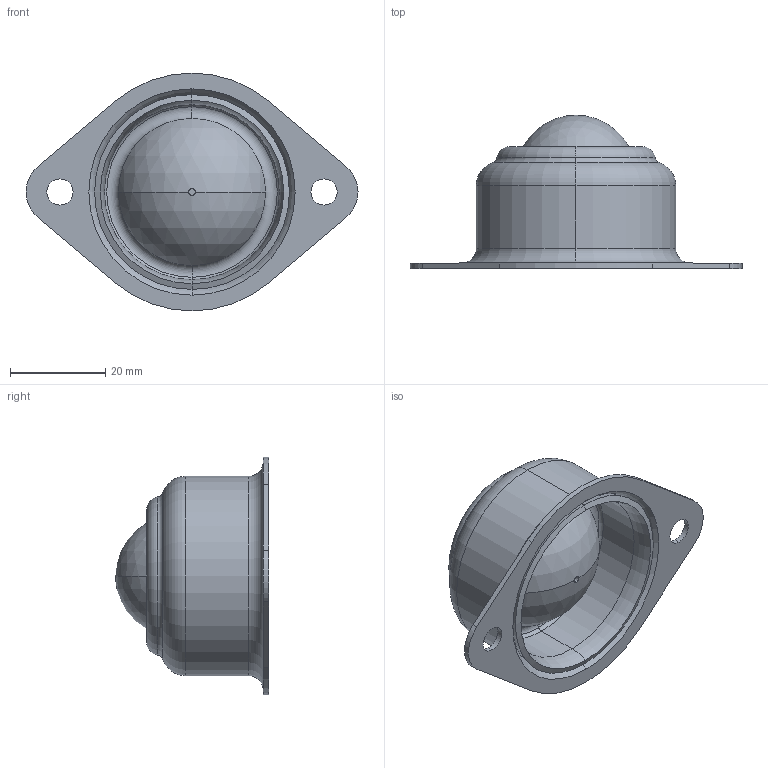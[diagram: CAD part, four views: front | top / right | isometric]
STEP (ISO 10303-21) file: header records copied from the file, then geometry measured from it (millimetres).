
FILE_DESCRIPTION (( 'STEP AP203' ), '1' );
FILE_NAME ('535054.STEP', '2015-04-14T20:05:04', ( 'Kyle' ), ( 'Microsoft' ), 'SwSTEP 2.0', 'SolidWorks 2014', '' );
FILE_SCHEMA (( 'CONFIG_CONTROL_DESIGN' ));
Length unit declared in the file: inch
Products named in the file (1): 535054
Bounding box: 69.88 x 32.26 x 50.08 mm (x, y, z)
Volume: 25630.3 mm3; surface area: 10336.3 mm2
Topology: 1 solids, 1 shells, 49 faces, 111 edges, 67 vertices
Faces by surface type: torus 18, cylinder 15, plane 8, sphere 4, cone 4
Entity records: 1484 total; most frequent: DIRECTION 291, CARTESIAN_POINT 228, ORIENTED_EDGE 222, AXIS2_PLACEMENT_3D 130, EDGE_CURVE 111, CIRCLE 80, VERTEX_POINT 67, EDGE_LOOP 56
